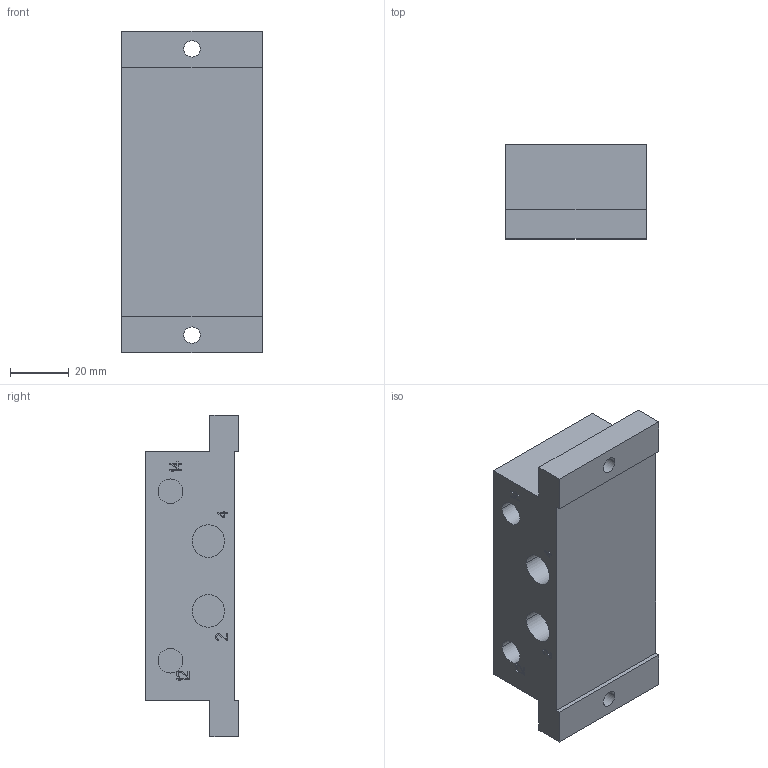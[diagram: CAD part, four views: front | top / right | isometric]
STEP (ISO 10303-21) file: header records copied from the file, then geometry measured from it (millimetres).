
FILE_DESCRIPTION((''),'2;1');
FILE_NAME('ILCP3100200','2006-11-28T',('KR'),(''),'PRO/ENGINEER BY PARAMETRIC TECHNOLOGY CORPORATION, 2005180','PRO/ENGINEER BY PARAMETRIC TECHNOLOGY CORPORATION, 2005180','');
FILE_SCHEMA(('AUTOMOTIVE_DESIGN_CC2 { 1 2 10303 214 -1 1 5 2 }'));
Length unit declared in the file: inch
Products named in the file (1): ILCP3100200
Bounding box: 48.01 x 32 x 109.98 mm (x, y, z)
Volume: 124858.5 mm3; surface area: 24970.5 mm2
Topology: 1 solids, 1 shells, 299 faces, 804 edges, 536 vertices
Faces by surface type: plane 259, cylinder 40
Entity records: 9367 total; most frequent: CARTESIAN_POINT 1639, ORIENTED_EDGE 1608, DIRECTION 1482, EDGE_CURVE 804, VECTOR 724, LINE 724, VERTEX_POINT 536, AXIS2_PLACEMENT_3D 379
